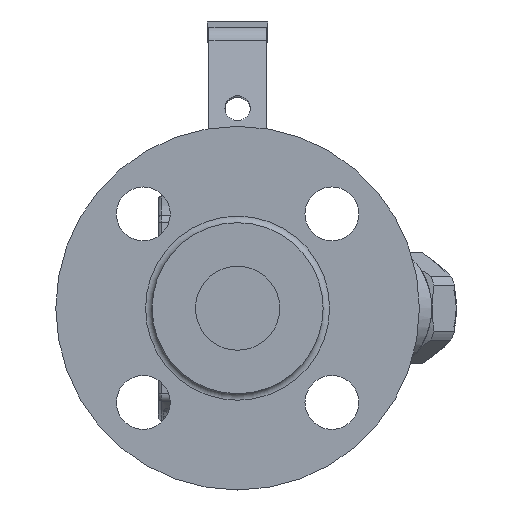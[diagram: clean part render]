
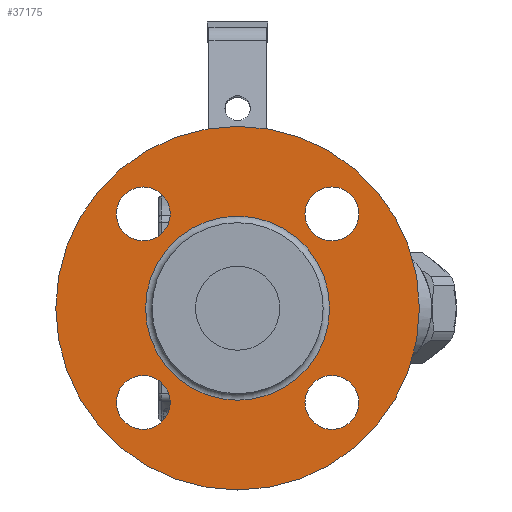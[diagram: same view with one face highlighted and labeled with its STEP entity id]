
A CAD part, left-side view. The second image highlights one B-rep face of the part: STEP entity #37175.
In plain terms, the highlighted planar face has unit normal (-1, 0, 0).
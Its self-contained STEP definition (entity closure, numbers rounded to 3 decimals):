
#3652=FACE_BOUND('',#7051,.T.);
#3653=FACE_BOUND('',#7052,.T.);
#3654=FACE_BOUND('',#7053,.T.);
#3655=FACE_BOUND('',#7054,.T.);
#3656=FACE_BOUND('',#7055,.T.);
#3842=PLANE('',#39568);
#4726=FACE_OUTER_BOUND('',#7050,.T.);
#7050=EDGE_LOOP('',(#24914));
#7051=EDGE_LOOP('',(#24915));
#7052=EDGE_LOOP('',(#24916));
#7053=EDGE_LOOP('',(#24917));
#7054=EDGE_LOOP('',(#24918));
#7055=EDGE_LOOP('',(#24919));
#13342=CIRCLE('',#39565,27.336);
#13345=CIRCLE('',#39569,54.);
#13346=CIRCLE('',#39570,8.);
#13347=CIRCLE('',#39571,8.);
#13348=CIRCLE('',#39572,8.);
#13349=CIRCLE('',#39573,8.);
#15381=VERTEX_POINT('',#54806);
#15383=VERTEX_POINT('',#54812);
#15384=VERTEX_POINT('',#54814);
#15385=VERTEX_POINT('',#54816);
#15386=VERTEX_POINT('',#54818);
#15387=VERTEX_POINT('',#54820);
#18999=EDGE_CURVE('',#15381,#15381,#13342,.T.);
#19002=EDGE_CURVE('',#15383,#15383,#13345,.T.);
#19003=EDGE_CURVE('',#15384,#15384,#13346,.T.);
#19004=EDGE_CURVE('',#15385,#15385,#13347,.T.);
#19005=EDGE_CURVE('',#15386,#15386,#13348,.T.);
#19006=EDGE_CURVE('',#15387,#15387,#13349,.T.);
#24914=ORIENTED_EDGE('',*,*,#19002,.F.);
#24915=ORIENTED_EDGE('',*,*,#19003,.T.);
#24916=ORIENTED_EDGE('',*,*,#19004,.T.);
#24917=ORIENTED_EDGE('',*,*,#19005,.T.);
#24918=ORIENTED_EDGE('',*,*,#19006,.T.);
#24919=ORIENTED_EDGE('',*,*,#18999,.F.);
#37175=ADVANCED_FACE('',(#4726,#3652,#3653,#3654,#3655,#3656),#3842,.F.);
#39565=AXIS2_PLACEMENT_3D('',#54807,#44093,#44094);
#39568=AXIS2_PLACEMENT_3D('',#54811,#44099,#44100);
#39569=AXIS2_PLACEMENT_3D('',#54813,#44101,#44102);
#39570=AXIS2_PLACEMENT_3D('',#54815,#44103,#44104);
#39571=AXIS2_PLACEMENT_3D('',#54817,#44105,#44106);
#39572=AXIS2_PLACEMENT_3D('',#54819,#44107,#44108);
#39573=AXIS2_PLACEMENT_3D('',#54821,#44109,#44110);
#44093=DIRECTION('center_axis',(-1.,0.,0.));
#44094=DIRECTION('ref_axis',(0.,0.,
1.));
#44099=DIRECTION('center_axis',(1.,0.,0.));
#44100=DIRECTION('ref_axis',(0.,0.,
-1.));
#44101=DIRECTION('center_axis',(1.,0.,0.));
#44102=DIRECTION('ref_axis',(0.,0.,
-1.));
#44103=DIRECTION('center_axis',(1.,0.,0.));
#44104=DIRECTION('ref_axis',(0.,0.,
1.));
#44105=DIRECTION('center_axis',(1.,0.,0.));
#44106=DIRECTION('ref_axis',(0.,-1.,0.));
#44107=DIRECTION('center_axis',(1.,0.,0.));
#44108=DIRECTION('ref_axis',(0.,0.,
-1.));
#44109=DIRECTION('center_axis',(1.,0.,0.));
#44110=DIRECTION('ref_axis',(0.,1.,0.));
#54806=CARTESIAN_POINT('',(-302.036,18.833,-28.854));
#54807=CARTESIAN_POINT('Origin',(-302.036,18.833,-1.517));
#54811=CARTESIAN_POINT('Origin',(-302.036,18.833,-1.517));
#54812=CARTESIAN_POINT('',(-302.036,18.833,52.483));
#54813=CARTESIAN_POINT('Origin',(-302.036,18.833,-1.517));
#54814=CARTESIAN_POINT('',(-302.036,46.834,18.484));
#54815=CARTESIAN_POINT('Origin',(-302.036,46.834,26.484));
#54816=CARTESIAN_POINT('',(-302.036,-1.169,26.484));
#54817=CARTESIAN_POINT('Origin',(-302.036,-9.169,26.484));
#54818=CARTESIAN_POINT('',(-302.036,-9.169,-21.518));
#54819=CARTESIAN_POINT('Origin',(-302.036,-9.169,-29.518));
#54820=CARTESIAN_POINT('',(-302.036,38.834,-29.518));
#54821=CARTESIAN_POINT('Origin',(-302.036,46.834,-29.518));
